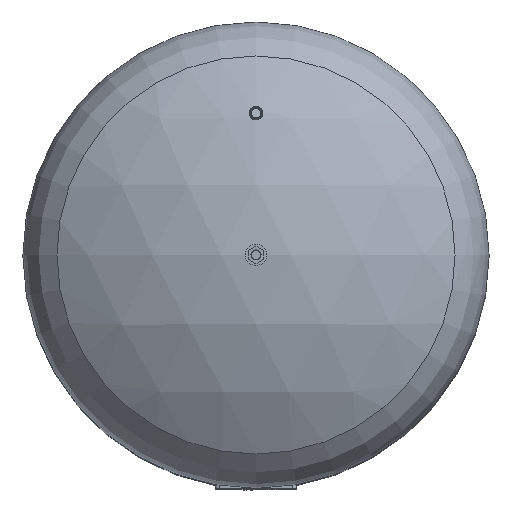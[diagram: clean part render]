
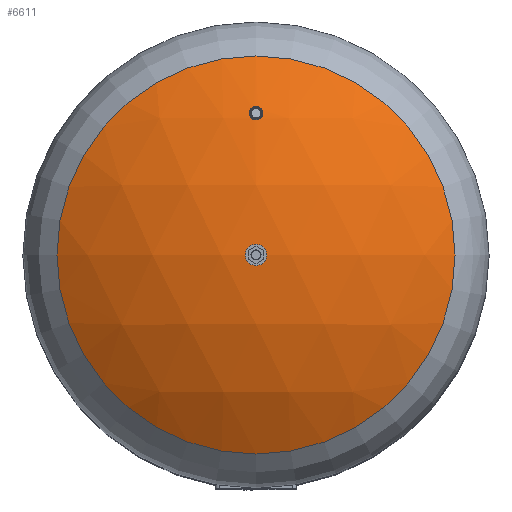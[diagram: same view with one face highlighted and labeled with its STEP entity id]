
A CAD part, top view. The second image highlights one B-rep face of the part: STEP entity #6611.
In plain terms, the highlighted spherical face has radius 594 mm.
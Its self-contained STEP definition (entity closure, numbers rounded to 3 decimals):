
#33=SPHERICAL_SURFACE($,#7218,594.);
#49=B_SPLINE_CURVE_WITH_KNOTS($,3,(#10805,#10806,#10807,#10808,#10809,#10810,
#10811,#10812,#10813,#10814,#10815,#10816,#10817,#10818,#10819,#10820,#10821,
#10822,#10823,#10824,#10825,#10826,#10827,#10828,#10829,#10830,#10831,#10832,
#10833,#10834,#10835,#10836,#10837,#10838,#10839,#10840,#10841,#10842,#10843,
#10844,#10845,#10846,#10847,#10848,#10849,#10850,#10851,#10852,#10853,#10854,
#10855,#10856,#10857,#10858,#10859,#10860,#10861,#10862,#10863,#10864,#10865,
#10866,#10867,#10868,#10869,#10870),.UNSPECIFIED.,.T.,.F.,(4,2,2,2,2,2,
2,2,2,2,2,2,2,2,2,2,2,2,2,2,2,2,2,2,2,2,2,2,2,2,2,2,4),(0.,1.998,
3.997,5.995,7.993,10.171,12.349,
14.526,16.704,18.88,21.056,23.231,
25.407,27.405,29.403,31.401,33.4,
35.398,37.396,39.394,41.392,43.568,
45.743,47.919,50.095,52.273,54.45,
56.628,58.806,60.804,62.802,64.801,
66.799),.UNSPECIFIED.);
#1267=FACE_BOUND($,#2125,.T.);
#1692=FACE_OUTER_BOUND($,#2124,.T.);
#2124=EDGE_LOOP($,(#5309));
#2125=EDGE_LOOP($,(#5310));
#2591=CIRCLE($,#7219,315.931);
#3105=VERTEX_POINT($,#10804);
#3108=VERTEX_POINT($,#10879);
#3887=EDGE_CURVE($,#3105,#3105,#49,.T.);
#3890=EDGE_CURVE($,#3108,#3108,#2591,.T.);
#5309=ORIENTED_EDGE($,*,*,#3890,.F.);
#5310=ORIENTED_EDGE($,*,*,#3887,.T.);
#6611=ADVANCED_FACE($,(#1692,#1267),#33,.T.);
#7218=AXIS2_PLACEMENT_3D($,#10878,#8656,#8657);
#7219=AXIS2_PLACEMENT_3D($,#10880,#8658,#8659);
#8656=DIRECTION('center_axis',(0.,1.,0.));
#8657=DIRECTION('ref_axis',(-1.,0.,0.));
#8658=DIRECTION('center_axis',(0.,0.,
-1.));
#8659=DIRECTION('ref_axis',(1.,0.,0.));
#10804=CARTESIAN_POINT('',(0.,235.65,1391.257));
#10805=CARTESIAN_POINT('Ctrl Pts',(0.,235.65,1391.257));
#10806=CARTESIAN_POINT('Ctrl Pts',(0.666,235.65,1391.257));
#10807=CARTESIAN_POINT('Ctrl Pts',(1.353,235.586,1391.283));
#10808=CARTESIAN_POINT('Ctrl Pts',(2.715,235.321,1391.392));
#10809=CARTESIAN_POINT('Ctrl Pts',(3.39,235.12,1391.476));
#10810=CARTESIAN_POINT('Ctrl Pts',(4.681,234.591,1391.694));
#10811=CARTESIAN_POINT('Ctrl Pts',(5.298,234.264,1391.829));
#10812=CARTESIAN_POINT('Ctrl Pts',(6.435,233.514,1392.138));
#10813=CARTESIAN_POINT('Ctrl Pts',(6.955,233.091,1392.312));
#10814=CARTESIAN_POINT('Ctrl Pts',(7.915,232.159,1392.695));
#10815=CARTESIAN_POINT('Ctrl Pts',(8.38,231.612,1392.921));
#10816=CARTESIAN_POINT('Ctrl Pts',(9.194,230.423,1393.41));
#10817=CARTESIAN_POINT('Ctrl Pts',(9.543,229.782,1393.673));
#10818=CARTESIAN_POINT('Ctrl Pts',(10.102,228.449,1394.22));
#10819=CARTESIAN_POINT('Ctrl Pts',(10.311,227.757,1394.504));
#10820=CARTESIAN_POINT('Ctrl Pts',(10.585,226.368,1395.074));
#10821=CARTESIAN_POINT('Ctrl Pts',(10.65,225.672,1395.359));
#10822=CARTESIAN_POINT('Ctrl Pts',(10.65,224.329,1395.909));
#10823=CARTESIAN_POINT('Ctrl Pts',(10.586,223.633,1396.193));
#10824=CARTESIAN_POINT('Ctrl Pts',(10.312,222.245,1396.761));
#10825=CARTESIAN_POINT('Ctrl Pts',(10.102,221.552,1397.044));
#10826=CARTESIAN_POINT('Ctrl Pts',(9.544,220.22,1397.587));
#10827=CARTESIAN_POINT('Ctrl Pts',(9.195,219.579,1397.849));
#10828=CARTESIAN_POINT('Ctrl Pts',(8.382,218.39,1398.333));
#10829=CARTESIAN_POINT('Ctrl Pts',(7.917,217.842,1398.556));
#10830=CARTESIAN_POINT('Ctrl Pts',(6.956,216.91,1398.936));
#10831=CARTESIAN_POINT('Ctrl Pts',(6.436,216.487,1399.108));
#10832=CARTESIAN_POINT('Ctrl Pts',(5.298,215.736,1399.413));
#10833=CARTESIAN_POINT('Ctrl Pts',(4.682,215.409,1399.546));
#10834=CARTESIAN_POINT('Ctrl Pts',(3.391,214.88,1399.761));
#10835=CARTESIAN_POINT('Ctrl Pts',(2.715,214.679,1399.843));
#10836=CARTESIAN_POINT('Ctrl Pts',(1.353,214.414,1399.951));
#10837=CARTESIAN_POINT('Ctrl Pts',(0.666,214.35,1399.977));
#10838=CARTESIAN_POINT('Ctrl Pts',(-0.666,214.35,1399.977));
#10839=CARTESIAN_POINT('Ctrl Pts',(-1.353,214.414,1399.951));
#10840=CARTESIAN_POINT('Ctrl Pts',(-2.715,214.679,1399.843));
#10841=CARTESIAN_POINT('Ctrl Pts',(-3.391,214.88,1399.761));
#10842=CARTESIAN_POINT('Ctrl Pts',(-4.682,215.409,1399.546));
#10843=CARTESIAN_POINT('Ctrl Pts',(-5.298,215.736,1399.413));
#10844=CARTESIAN_POINT('Ctrl Pts',(-6.436,216.487,1399.108));
#10845=CARTESIAN_POINT('Ctrl Pts',(-6.956,216.91,1398.936));
#10846=CARTESIAN_POINT('Ctrl Pts',(-7.917,217.842,1398.556));
#10847=CARTESIAN_POINT('Ctrl Pts',(-8.382,218.39,1398.333));
#10848=CARTESIAN_POINT('Ctrl Pts',(-9.195,219.579,1397.849));
#10849=CARTESIAN_POINT('Ctrl Pts',(-9.544,220.22,1397.587));
#10850=CARTESIAN_POINT('Ctrl Pts',(-10.102,221.552,1397.044));
#10851=CARTESIAN_POINT('Ctrl Pts',(-10.312,222.245,1396.761));
#10852=CARTESIAN_POINT('Ctrl Pts',(-10.586,223.633,1396.193));
#10853=CARTESIAN_POINT('Ctrl Pts',(-10.65,224.329,1395.909));
#10854=CARTESIAN_POINT('Ctrl Pts',(-10.65,225.672,1395.359));
#10855=CARTESIAN_POINT('Ctrl Pts',(-10.585,226.368,1395.074));
#10856=CARTESIAN_POINT('Ctrl Pts',(-10.311,227.757,1394.504));
#10857=CARTESIAN_POINT('Ctrl Pts',(-10.102,228.449,1394.22));
#10858=CARTESIAN_POINT('Ctrl Pts',(-9.543,229.782,1393.673));
#10859=CARTESIAN_POINT('Ctrl Pts',(-9.194,230.423,1393.41));
#10860=CARTESIAN_POINT('Ctrl Pts',(-8.38,231.612,1392.921));
#10861=CARTESIAN_POINT('Ctrl Pts',(-7.915,232.159,1392.695));
#10862=CARTESIAN_POINT('Ctrl Pts',(-6.955,233.091,1392.312));
#10863=CARTESIAN_POINT('Ctrl Pts',(-6.435,233.514,1392.138));
#10864=CARTESIAN_POINT('Ctrl Pts',(-5.298,234.264,1391.829));
#10865=CARTESIAN_POINT('Ctrl Pts',(-4.681,234.591,1391.694));
#10866=CARTESIAN_POINT('Ctrl Pts',(-3.39,235.12,1391.476));
#10867=CARTESIAN_POINT('Ctrl Pts',(-2.715,235.321,1391.392));
#10868=CARTESIAN_POINT('Ctrl Pts',(-1.353,235.586,1391.283));
#10869=CARTESIAN_POINT('Ctrl Pts',(-0.666,235.65,1391.257));
#10870=CARTESIAN_POINT('Ctrl Pts',(0.,235.65,1391.257));
#10878=CARTESIAN_POINT('Origin',(0.,0.,
846.));
#10879=CARTESIAN_POINT('',(315.931,0.,1349.014));
#10880=CARTESIAN_POINT('Origin',(0.,0.,
1349.014));
